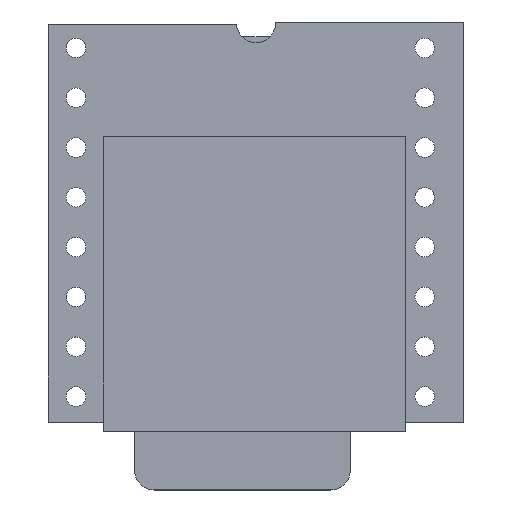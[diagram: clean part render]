
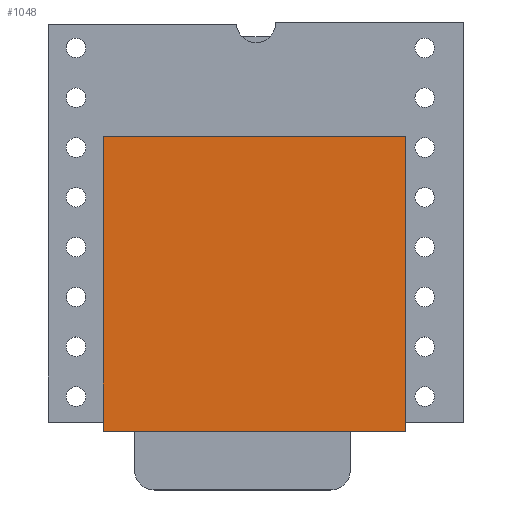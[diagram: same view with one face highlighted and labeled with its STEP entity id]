
A CAD part, top view. The second image highlights one B-rep face of the part: STEP entity #1048.
In plain terms, the highlighted planar face has unit normal (0, 0, 1).
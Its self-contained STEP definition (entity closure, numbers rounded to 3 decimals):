
#919 = VERTEX_POINT('',#920);
#920 = CARTESIAN_POINT('',(7.6,-10.6,2.));
#926 = EDGE_CURVE('',#919,#927,#929,.T.);
#927 = VERTEX_POINT('',#928);
#928 = CARTESIAN_POINT('',(7.6,4.4,2.));
#929 = LINE('',#930,#931);
#930 = CARTESIAN_POINT('',(7.6,-10.6,2.));
#931 = VECTOR('',#932,1.);
#932 = DIRECTION('',(0.,1.,0.));
#957 = EDGE_CURVE('',#927,#958,#960,.T.);
#958 = VERTEX_POINT('',#959);
#959 = CARTESIAN_POINT('',(-7.8,4.4,2.));
#960 = LINE('',#961,#962);
#961 = CARTESIAN_POINT('',(7.6,4.4,2.));
#962 = VECTOR('',#963,1.);
#963 = DIRECTION('',(-1.,0.,0.));
#988 = EDGE_CURVE('',#958,#989,#991,.T.);
#989 = VERTEX_POINT('',#990);
#990 = CARTESIAN_POINT('',(-7.8,-10.6,2.));
#991 = LINE('',#992,#993);
#992 = CARTESIAN_POINT('',(-7.8,4.4,2.));
#993 = VECTOR('',#994,1.);
#994 = DIRECTION('',(0.,-1.,0.));
#1019 = EDGE_CURVE('',#989,#919,#1020,.T.);
#1020 = LINE('',#1021,#1022);
#1021 = CARTESIAN_POINT('',(-7.8,-10.6,2.));
#1022 = VECTOR('',#1023,1.);
#1023 = DIRECTION('',(1.,0.,0.));
#1048 = ADVANCED_FACE('',(#1049),#1055,.T.);
#1049 = FACE_BOUND('',#1050,.T.);
#1050 = EDGE_LOOP('',(#1051,#1052,#1053,#1054));
#1051 = ORIENTED_EDGE('',*,*,#926,.T.);
#1052 = ORIENTED_EDGE('',*,*,#957,.T.);
#1053 = ORIENTED_EDGE('',*,*,#988,.T.);
#1054 = ORIENTED_EDGE('',*,*,#1019,.T.);
#1055 = PLANE('',#1056);
#1056 = AXIS2_PLACEMENT_3D('',#1057,#1058,#1059);
#1057 = CARTESIAN_POINT('',(-0.1,-3.1,2.));
#1058 = DIRECTION('',(0.,0.,1.));
#1059 = DIRECTION('',(1.,0.,0.));
